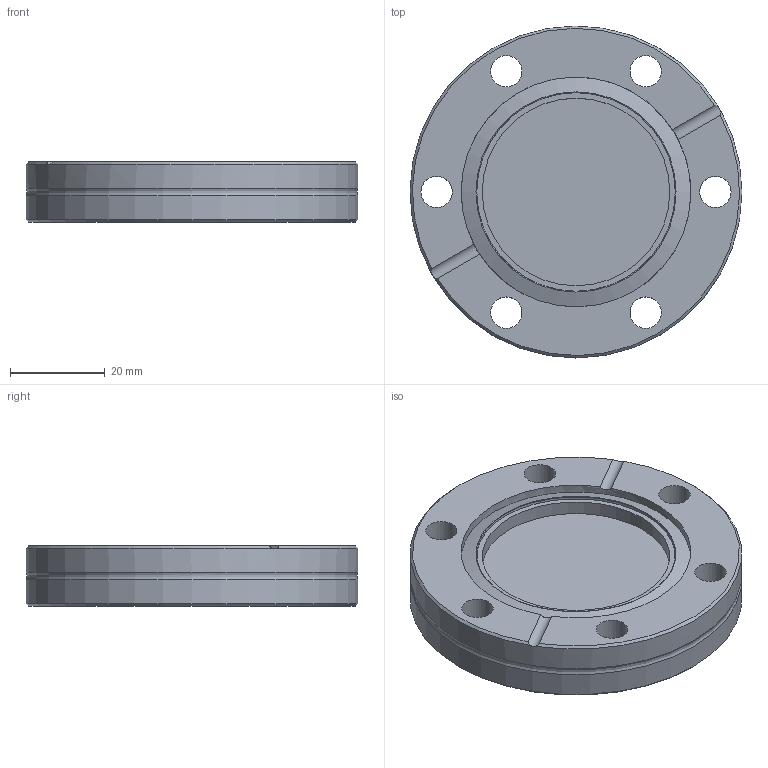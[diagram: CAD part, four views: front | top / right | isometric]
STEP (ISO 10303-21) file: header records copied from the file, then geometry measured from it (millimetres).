
FILE_DESCRIPTION(/* description */ ('STEP AP214'),/* implementation_level */ '2;1');
FILE_NAME(/* name */ 'flange_beam_window_CF40.stp',/* time_stamp */ '2024-11-10T21:35:06+01:00',/* author */ ('Andreas Weber'),/* organization */ (''),/* preprocessor_version */ 'ST-DEVELOPER v19.2',/* originating_system */ 'Autodesk Inventor 2024',/* authorisation */ '');
FILE_SCHEMA (('AUTOMOTIVE_DESIGN { 1 0 10303 214 3 1 1 }'));
Length unit declared in the file: millimetre
Products named in the file (1): Flansch Beam Fenster CF40
Bounding box: 69.9 x 69.9 x 12.7 mm (x, y, z)
Volume: 40123.6 mm3; surface area: 12258.2 mm2
Topology: 1 solids, 1 shells, 24 faces, 62 edges, 41 vertices
Faces by surface type: cylinder 12, plane 5, cone 5, torus 2
Full cylindrical faces by diameter (mm): 6.6 x6, 39.5 x1, 48.4 x1, 69.9 x2
Entity records: 870 total; most frequent: CARTESIAN_POINT 192, DIRECTION 141, ORIENTED_EDGE 124, EDGE_CURVE 62, AXIS2_PLACEMENT_3D 62, VERTEX_POINT 41, EDGE_LOOP 37, CIRCLE 37
